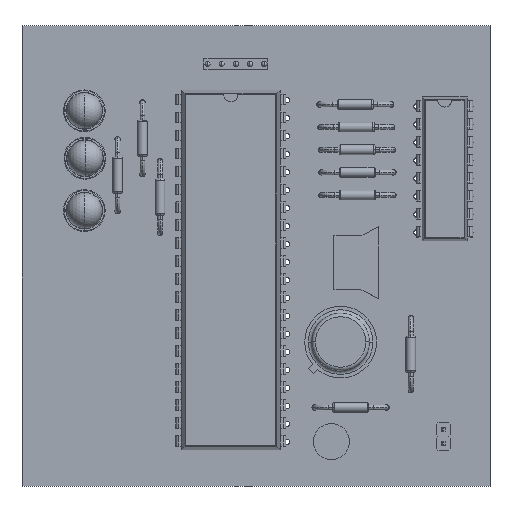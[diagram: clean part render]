
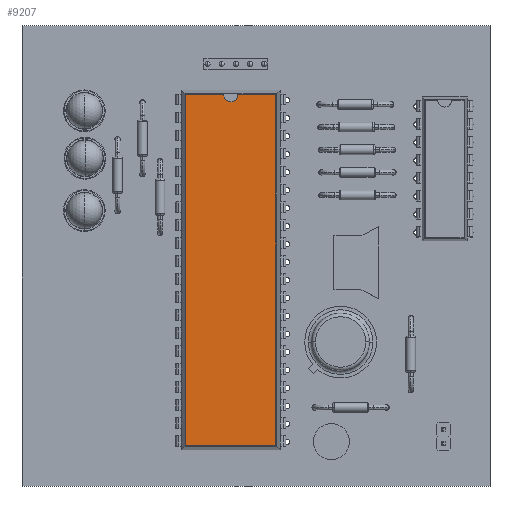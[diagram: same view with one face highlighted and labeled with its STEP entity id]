
A CAD part, top view. The second image highlights one B-rep face of the part: STEP entity #9207.
In plain terms, the highlighted face is planar.
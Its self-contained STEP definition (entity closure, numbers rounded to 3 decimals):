
#7381 = VERTEX_POINT('',#7382);
#7382 = CARTESIAN_POINT('',(1.,6.5,-24.783));
#7401 = EDGE_CURVE('',#7402,#7381,#7404,.T.);
#7402 = VERTEX_POINT('',#7403);
#7403 = CARTESIAN_POINT('',(0.,6.5,-23.783));
#7404 = CIRCLE('',#7405,1.);
#7405 = AXIS2_PLACEMENT_3D('',#7406,#7407,#7408);
#7406 = CARTESIAN_POINT('',(0.,6.5,-24.783));
#7407 = DIRECTION('',(0.,1.,0.));
#7408 = DIRECTION('',(0.,0.,1.));
#9036 = VERTEX_POINT('',#9037);
#9037 = CARTESIAN_POINT('',(-1.,6.5,-24.783));
#9065 = VERTEX_POINT('',#9066);
#9066 = CARTESIAN_POINT('',(-6.368,6.5,-24.783));
#9073 = EDGE_CURVE('',#9036,#9065,#9074,.T.);
#9074 = LINE('',#9075,#9076);
#9075 = CARTESIAN_POINT('',(-6.452,6.5,-24.783));
#9076 = VECTOR('',#9077,1.);
#9077 = DIRECTION('',(-1.,0.,0.));
#9207 = ADVANCED_FACE('',(#9208),#9249,.F.);
#9208 = FACE_BOUND('',#9209,.T.);
#9209 = EDGE_LOOP('',(#9210,#9218,#9219,#9226,#9227,#9235,#9243));
#9210 = ORIENTED_EDGE('',*,*,#9211,.T.);
#9211 = EDGE_CURVE('',#9212,#7381,#9214,.T.);
#9212 = VERTEX_POINT('',#9213);
#9213 = CARTESIAN_POINT('',(6.368,6.5,-24.783));
#9214 = LINE('',#9215,#9216);
#9215 = CARTESIAN_POINT('',(-6.452,6.5,-24.783));
#9216 = VECTOR('',#9217,1.);
#9217 = DIRECTION('',(-1.,0.,0.));
#9218 = ORIENTED_EDGE('',*,*,#7401,.F.);
#9219 = ORIENTED_EDGE('',*,*,#9220,.F.);
#9220 = EDGE_CURVE('',#9036,#7402,#9221,.T.);
#9221 = CIRCLE('',#9222,1.);
#9222 = AXIS2_PLACEMENT_3D('',#9223,#9224,#9225);
#9223 = CARTESIAN_POINT('',(0.,6.5,-24.783));
#9224 = DIRECTION('',(0.,1.,0.));
#9225 = DIRECTION('',(0.,0.,1.));
#9226 = ORIENTED_EDGE('',*,*,#9073,.T.);
#9227 = ORIENTED_EDGE('',*,*,#9228,.T.);
#9228 = EDGE_CURVE('',#9065,#9229,#9231,.T.);
#9229 = VERTEX_POINT('',#9230);
#9230 = CARTESIAN_POINT('',(-6.368,6.5,24.783));
#9231 = LINE('',#9232,#9233);
#9232 = CARTESIAN_POINT('',(-6.368,6.5,24.867));
#9233 = VECTOR('',#9234,1.);
#9234 = DIRECTION('',(0.,0.,1.));
#9235 = ORIENTED_EDGE('',*,*,#9236,.T.);
#9236 = EDGE_CURVE('',#9229,#9237,#9239,.T.);
#9237 = VERTEX_POINT('',#9238);
#9238 = CARTESIAN_POINT('',(6.368,6.5,24.783));
#9239 = LINE('',#9240,#9241);
#9240 = CARTESIAN_POINT('',(6.452,6.5,24.783));
#9241 = VECTOR('',#9242,1.);
#9242 = DIRECTION('',(1.,0.,0.));
#9243 = ORIENTED_EDGE('',*,*,#9244,.T.);
#9244 = EDGE_CURVE('',#9237,#9212,#9245,.T.);
#9245 = LINE('',#9246,#9247);
#9246 = CARTESIAN_POINT('',(6.368,6.5,-24.867));
#9247 = VECTOR('',#9248,1.);
#9248 = DIRECTION('',(0.,0.,-1.));
#9249 = PLANE('',#9250);
#9250 = AXIS2_PLACEMENT_3D('',#9251,#9252,#9253);
#9251 = CARTESIAN_POINT('',(-6.985,6.5,-25.4));
#9252 = DIRECTION('',(0.,-1.,0.));
#9253 = DIRECTION('',(0.,0.,-1.));
